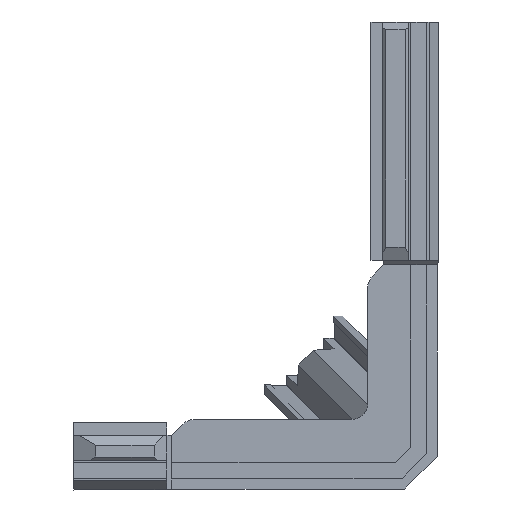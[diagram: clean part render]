
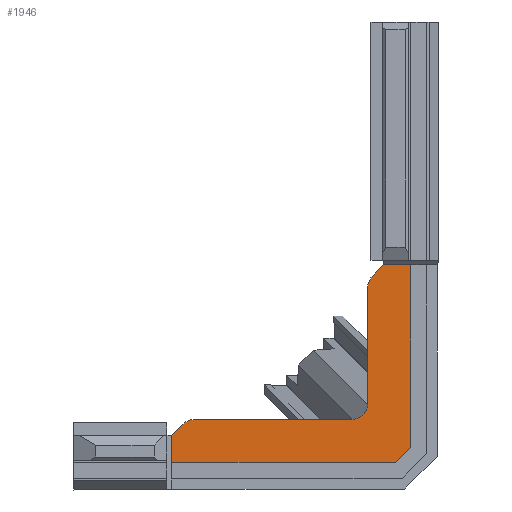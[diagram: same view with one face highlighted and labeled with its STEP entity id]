
A CAD part, front view. The second image highlights one B-rep face of the part: STEP entity #1946.
In plain terms, the highlighted planar face has unit normal (0, -1, 0).
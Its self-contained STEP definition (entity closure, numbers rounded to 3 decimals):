
#19=CIRCLE('',#1978,5.);
#21=CIRCLE('',#1981,5.);
#22=CIRCLE('',#1983,5.);
#130=FACE_OUTER_BOUND('',#233,.T.);
#233=EDGE_LOOP('',(#1726,#1727,#1728,#1729,#1730,#1731,#1732,#1733,#1734,
#1735,#1736,#1737));
#286=LINE('',#2680,#547);
#290=LINE('',#2687,#551);
#309=LINE('',#2726,#570);
#311=LINE('',#2730,#572);
#313=LINE('',#2734,#574);
#319=LINE('',#2743,#580);
#320=LINE('',#2745,#581);
#431=LINE('',#2984,#692);
#436=LINE('',#2992,#697);
#547=VECTOR('',#2167,1000.);
#551=VECTOR('',#2173,1000.);
#570=VECTOR('',#2204,1000.);
#572=VECTOR('',#2208,1000.);
#574=VECTOR('',#2212,1000.);
#580=VECTOR('',#2224,1000.);
#581=VECTOR('',#2227,1000.);
#692=VECTOR('',#2416,1000.);
#697=VECTOR('',#2423,1000.);
#797=VERTEX_POINT('',#2655);
#798=VERTEX_POINT('',#2657);
#801=VERTEX_POINT('',#2664);
#802=VERTEX_POINT('',#2666);
#803=VERTEX_POINT('',#2670);
#804=VERTEX_POINT('',#2671);
#807=VERTEX_POINT('',#2679);
#809=VERTEX_POINT('',#2686);
#822=VERTEX_POINT('',#2721);
#823=VERTEX_POINT('',#2725);
#824=VERTEX_POINT('',#2729);
#825=VERTEX_POINT('',#2733);
#982=EDGE_CURVE('',#798,#797,#19,.T.);
#986=EDGE_CURVE('',#802,#801,#21,.T.);
#988=EDGE_CURVE('',#803,#804,#22,.T.);
#992=EDGE_CURVE('',#801,#807,#286,.T.);
#996=EDGE_CURVE('',#809,#803,#290,.T.);
#1015=EDGE_CURVE('',#822,#823,#309,.T.);
#1017=EDGE_CURVE('',#823,#824,#311,.T.);
#1019=EDGE_CURVE('',#825,#824,#313,.T.);
#1025=EDGE_CURVE('',#798,#804,#319,.T.);
#1026=EDGE_CURVE('',#802,#797,#320,.T.);
#1140=EDGE_CURVE('',#822,#809,#431,.T.);
#1145=EDGE_CURVE('',#807,#825,#436,.T.);
#1726=ORIENTED_EDGE('',*,*,#996,.T.);
#1727=ORIENTED_EDGE('',*,*,#988,.T.);
#1728=ORIENTED_EDGE('',*,*,#1025,.F.);
#1729=ORIENTED_EDGE('',*,*,#982,.T.);
#1730=ORIENTED_EDGE('',*,*,#1026,.F.);
#1731=ORIENTED_EDGE('',*,*,#986,.T.);
#1732=ORIENTED_EDGE('',*,*,#992,.T.);
#1733=ORIENTED_EDGE('',*,*,#1145,.T.);
#1734=ORIENTED_EDGE('',*,*,#1019,.T.);
#1735=ORIENTED_EDGE('',*,*,#1017,.F.);
#1736=ORIENTED_EDGE('',*,*,#1015,.F.);
#1737=ORIENTED_EDGE('',*,*,#1140,.T.);
#1849=PLANE('',#2072);
#1946=ADVANCED_FACE('',(#130),#1849,.F.);
#1978=AXIS2_PLACEMENT_3D('',#2658,#2146,#2147);
#1981=AXIS2_PLACEMENT_3D('',#2667,#2154,#2155);
#1983=AXIS2_PLACEMENT_3D('',#2672,#2159,#2160);
#2072=AXIS2_PLACEMENT_3D('',#3108,#2550,#2551);
#2146=DIRECTION('center_axis',(0.,1.,0.));
#2147=DIRECTION('ref_axis',(-1.,0.,0.));
#2154=DIRECTION('center_axis',(0.,-1.,0.));
#2155=DIRECTION('ref_axis',(-1.,0.,0.));
#2159=DIRECTION('center_axis',(0.,-1.,0.));
#2160=DIRECTION('ref_axis',(-1.,0.,0.));
#2167=DIRECTION('',(-0.707,0.,-0.707));
#2173=DIRECTION('',(-0.707,0.,-0.707));
#2204=DIRECTION('',(0.,0.,-1.));
#2208=DIRECTION('',(-0.707,0.,-0.707));
#2212=DIRECTION('',(1.,0.,0.));
#2224=DIRECTION('',(0.,0.,1.));
#2227=DIRECTION('',(1.,0.,0.));
#2416=DIRECTION('',(-1.,0.,0.));
#2423=DIRECTION('',(0.,0.,-1.));
#2550=DIRECTION('center_axis',(0.,1.,0.));
#2551=DIRECTION('ref_axis',(-1.,0.,0.));
#2655=CARTESIAN_POINT('',(221.099,496.1,-524.206));
#2657=CARTESIAN_POINT('',(226.099,496.1,-519.206));
#2658=CARTESIAN_POINT('Origin',(221.099,496.1,-519.206));
#2664=CARTESIAN_POINT('',(168.036,496.1,-525.67));
#2666=CARTESIAN_POINT('',(171.572,496.1,-524.206));
#2667=CARTESIAN_POINT('Origin',(171.572,496.1,-529.206));
#2670=CARTESIAN_POINT('',(227.563,496.1,-479.143));
#2671=CARTESIAN_POINT('',(226.099,496.1,-482.679));
#2672=CARTESIAN_POINT('Origin',(231.099,496.1,-482.679));
#2679=CARTESIAN_POINT('',(164.501,496.1,-529.206));
#2680=CARTESIAN_POINT('',(169.501,496.1,-524.206));
#2686=CARTESIAN_POINT('',(231.099,496.1,-475.608));
#2687=CARTESIAN_POINT('',(231.099,496.1,-475.608));
#2721=CARTESIAN_POINT('',(239.595,496.1,-475.608));
#2725=CARTESIAN_POINT('',(239.595,496.1,-532.942));
#2726=CARTESIAN_POINT('',(239.595,496.1,-475.608));
#2729=CARTESIAN_POINT('',(234.835,496.1,-537.703));
#2730=CARTESIAN_POINT('',(239.595,496.1,-532.942));
#2733=CARTESIAN_POINT('',(164.501,496.1,-537.703));
#2734=CARTESIAN_POINT('',(164.501,496.1,-537.703));
#2743=CARTESIAN_POINT('',(226.099,496.1,-524.206));
#2745=CARTESIAN_POINT('',(164.501,496.1,-524.206));
#2984=CARTESIAN_POINT('',(231.099,496.1,-475.608));
#2992=CARTESIAN_POINT('',(164.501,496.1,-546.062));
#3108=CARTESIAN_POINT('Origin',(-50.499,496.1,-251.608));
